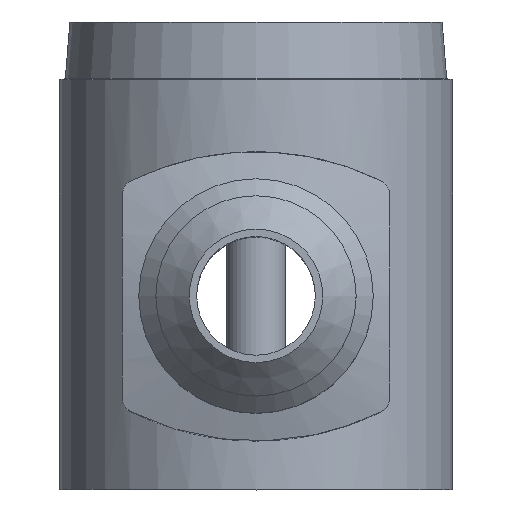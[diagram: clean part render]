
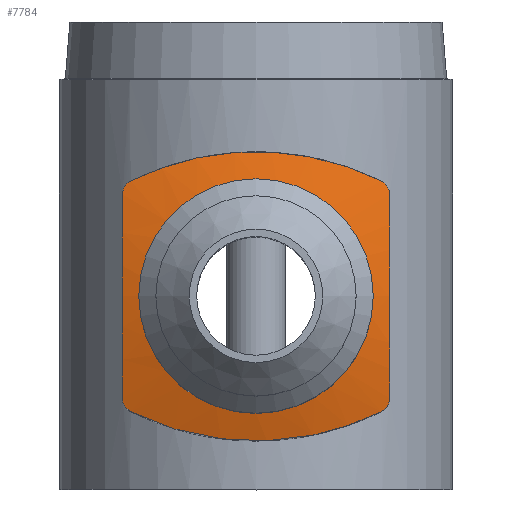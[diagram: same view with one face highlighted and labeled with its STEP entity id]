
A CAD part, top view. The second image highlights one B-rep face of the part: STEP entity #7784.
In plain terms, the highlighted conical face has half-angle 75 degrees and reference radius 7.9 mm.
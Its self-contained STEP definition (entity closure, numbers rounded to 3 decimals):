
#733=FACE_OUTER_BOUND('',#1183,.T.);
#1183=EDGE_LOOP('',(#6501,#6502,#6503,#6504,#6505,#6506,#6507,#6508,#6509,
#6510,#6511,#6512,#6513));
#1533=B_SPLINE_CURVE_WITH_KNOTS('',3,(#18842,#18843,#18844,#18845,#18846,
#18847,#18848,#18849),.UNSPECIFIED.,.F.,.F.,(4,2,2,4),(-0.519,
-0.491,-0.451,-0.412),.UNSPECIFIED.);
#1534=B_SPLINE_CURVE_WITH_KNOTS('',3,(#18851,#18852,#18853,#18854,#18855,
#18856,#18857,#18858,#18859,#18860,#18861,#18862,#18863,#18864),
 .UNSPECIFIED.,.F.,.F.,(4,2,2,2,2,2,4),(-3.719,-3.596,
-3.238,-2.88,-2.521,-2.161,
-2.04),.UNSPECIFIED.);
#1535=B_SPLINE_CURVE_WITH_KNOTS('',3,(#18866,#18867,#18868,#18869,#18870,
#18871,#18872,#18873),.UNSPECIFIED.,.F.,.F.,(4,2,2,4),(-0.489,
-0.451,-0.41,-0.382),.UNSPECIFIED.);
#1536=B_SPLINE_CURVE_WITH_KNOTS('',3,(#18888,#18889,#18890,#18891,#18892,
#18893,#18894,#18895),.UNSPECIFIED.,.F.,.F.,(4,2,2,4),(-0.519,
-0.491,-0.451,-0.412),.UNSPECIFIED.);
#1537=B_SPLINE_CURVE_WITH_KNOTS('',3,(#18897,#18898,#18899,#18900,#18901,
#18902,#18903,#18904,#18905,#18906,#18907,#18908,#18909,#18910),
 .UNSPECIFIED.,.F.,.F.,(4,2,2,2,2,2,4),(8.692,8.746,
9.134,9.522,9.91,10.298,10.352),
 .UNSPECIFIED.);
#1538=B_SPLINE_CURVE_WITH_KNOTS('',3,(#18911,#18912,#18913,#18914,#18915,
#18916,#18917,#18918),.UNSPECIFIED.,.F.,.F.,(4,2,2,4),(-0.489,
-0.451,-0.41,-0.382),.UNSPECIFIED.);
#1652=(
BOUNDED_CURVE()
B_SPLINE_CURVE(2,(#18838,#18839,#18840),.UNSPECIFIED.,.F.,.F.)
B_SPLINE_CURVE_WITH_KNOTS((3,3),(2.732,6.558),
 .UNSPECIFIED.)
CURVE()
GEOMETRIC_REPRESENTATION_ITEM()
RATIONAL_B_SPLINE_CURVE((2.718,3.421,2.718))
REPRESENTATION_ITEM('')
);
#1653=(
BOUNDED_CURVE()
B_SPLINE_CURVE(2,(#18875,#18876,#18877),.UNSPECIFIED.,.F.,.F.)
B_SPLINE_CURVE_WITH_KNOTS((3,3),(-6.558,-4.645),
 .UNSPECIFIED.)
CURVE()
GEOMETRIC_REPRESENTATION_ITEM()
RATIONAL_B_SPLINE_CURVE((2.718,3.069,3.069))
REPRESENTATION_ITEM('')
);
#1654=(
BOUNDED_CURVE()
B_SPLINE_CURVE(2,(#18884,#18885,#18886),.UNSPECIFIED.,.F.,.F.)
B_SPLINE_CURVE_WITH_KNOTS((3,3),(-4.645,-2.732),
 .UNSPECIFIED.)
CURVE()
GEOMETRIC_REPRESENTATION_ITEM()
RATIONAL_B_SPLINE_CURVE((3.069,3.069,2.718))
REPRESENTATION_ITEM('')
);
#2198=LINE('',#18879,#2872);
#2872=VECTOR('',#9261,7.9);
#3070=CIRCLE('',#8177,7.9);
#3071=CIRCLE('',#8178,7.9);
#3630=VERTEX_POINT('',#18836);
#3631=VERTEX_POINT('',#18837);
#3632=VERTEX_POINT('',#18841);
#3633=VERTEX_POINT('',#18850);
#3634=VERTEX_POINT('',#18865);
#3635=VERTEX_POINT('',#18874);
#3636=VERTEX_POINT('',#18878);
#3637=VERTEX_POINT('',#18880);
#3638=VERTEX_POINT('',#18883);
#3639=VERTEX_POINT('',#18887);
#3640=VERTEX_POINT('',#18896);
#4626=EDGE_CURVE('',#3630,#3631,#1652,.F.);
#4627=EDGE_CURVE('',#3631,#3632,#1533,.T.);
#4628=EDGE_CURVE('',#3632,#3633,#1534,.T.);
#4629=EDGE_CURVE('',#3633,#3634,#1535,.T.);
#4630=EDGE_CURVE('',#3634,#3635,#1653,.T.);
#4631=EDGE_CURVE('',#3635,#3636,#2198,.T.);
#4632=EDGE_CURVE('',#3636,#3637,#3070,.T.);
#4633=EDGE_CURVE('',#3637,#3636,#3071,.T.);
#4634=EDGE_CURVE('',#3635,#3638,#1654,.T.);
#4635=EDGE_CURVE('',#3638,#3639,#1536,.T.);
#4636=EDGE_CURVE('',#3639,#3640,#1537,.T.);
#4637=EDGE_CURVE('',#3640,#3630,#1538,.T.);
#6501=ORIENTED_EDGE('',*,*,#4626,.T.);
#6502=ORIENTED_EDGE('',*,*,#4627,.T.);
#6503=ORIENTED_EDGE('',*,*,#4628,.T.);
#6504=ORIENTED_EDGE('',*,*,#4629,.T.);
#6505=ORIENTED_EDGE('',*,*,#4630,.T.);
#6506=ORIENTED_EDGE('',*,*,#4631,.T.);
#6507=ORIENTED_EDGE('',*,*,#4632,.T.);
#6508=ORIENTED_EDGE('',*,*,#4633,.T.);
#6509=ORIENTED_EDGE('',*,*,#4631,.F.);
#6510=ORIENTED_EDGE('',*,*,#4634,.T.);
#6511=ORIENTED_EDGE('',*,*,#4635,.T.);
#6512=ORIENTED_EDGE('',*,*,#4636,.T.);
#6513=ORIENTED_EDGE('',*,*,#4637,.T.);
#7125=CONICAL_SURFACE('',#8176,7.9,1.309);
#7784=ADVANCED_FACE('',(#733),#7125,.T.);
#8176=AXIS2_PLACEMENT_3D('',#18835,#9259,#9260);
#8177=AXIS2_PLACEMENT_3D('',#18881,#9262,#9263);
#8178=AXIS2_PLACEMENT_3D('',#18882,#9264,#9265);
#9259=DIRECTION('center_axis',(0.,0.,-1.));
#9260=DIRECTION('ref_axis',(-1.,0.,0.));
#9261=DIRECTION('',(-0.966,0.,0.259));
#9262=DIRECTION('center_axis',(0.,0.,-1.));
#9263=DIRECTION('ref_axis',(-1.,0.,0.));
#9264=DIRECTION('center_axis',(0.,0.,-1.));
#9265=DIRECTION('ref_axis',(-1.,0.,0.));
#18835=CARTESIAN_POINT('Origin',(0.,0.,19.));
#18836=CARTESIAN_POINT('',(-9.,6.875,18.082));
#18837=CARTESIAN_POINT('',(-9.,-6.875,18.082));
#18838=CARTESIAN_POINT('Ctrl Pts',(-9.,-6.875,18.082));
#18839=CARTESIAN_POINT('Ctrl Pts',(-9.,0.,19.2));
#18840=CARTESIAN_POINT('Ctrl Pts',(-9.,6.875,18.082));
#18841=CARTESIAN_POINT('',(-8.444,-7.77,18.042));
#18842=CARTESIAN_POINT('Ctrl Pts',(-9.,-6.875,18.082));
#18843=CARTESIAN_POINT('Ctrl Pts',(-9.,-6.97,18.067));
#18844=CARTESIAN_POINT('Ctrl Pts',(-8.986,-7.068,
18.054));
#18845=CARTESIAN_POINT('Ctrl Pts',(-8.917,-7.297,
18.03));
#18846=CARTESIAN_POINT('Ctrl Pts',(-8.846,-7.424,
18.023));
#18847=CARTESIAN_POINT('Ctrl Pts',(-8.674,-7.624,
18.023));
#18848=CARTESIAN_POINT('Ctrl Pts',(-8.566,-7.71,
18.029));
#18849=CARTESIAN_POINT('Ctrl Pts',(-8.444,-7.77,
18.042));
#18850=CARTESIAN_POINT('',(8.444,-7.77,18.042));
#18851=CARTESIAN_POINT('Ctrl Pts',(-8.444,-7.77,
18.042));
#18852=CARTESIAN_POINT('Ctrl Pts',(-8.057,-7.962,
18.083));
#18853=CARTESIAN_POINT('Ctrl Pts',(-7.663,-8.141,
18.123));
#18854=CARTESIAN_POINT('Ctrl Pts',(-6.096,-8.79,
18.269));
#18855=CARTESIAN_POINT('Ctrl Pts',(-4.879,-9.155,
18.357));
#18856=CARTESIAN_POINT('Ctrl Pts',(-2.428,-9.636,18.475));
#18857=CARTESIAN_POINT('Ctrl Pts',(-1.194,-9.75,18.504));
#18858=CARTESIAN_POINT('Ctrl Pts',(1.198,-9.75,18.504));
#18859=CARTESIAN_POINT('Ctrl Pts',(2.435,-9.635,18.475));
#18860=CARTESIAN_POINT('Ctrl Pts',(4.893,-9.152,18.356));
#18861=CARTESIAN_POINT('Ctrl Pts',(6.114,-8.784,18.267));
#18862=CARTESIAN_POINT('Ctrl Pts',(7.677,-8.135,18.122));
#18863=CARTESIAN_POINT('Ctrl Pts',(8.064,-7.959,18.083));
#18864=CARTESIAN_POINT('Ctrl Pts',(8.444,-7.77,18.042));
#18865=CARTESIAN_POINT('',(9.,-6.875,18.082));
#18866=CARTESIAN_POINT('Ctrl Pts',(8.444,-7.77,18.042));
#18867=CARTESIAN_POINT('Ctrl Pts',(8.566,-7.71,18.029));
#18868=CARTESIAN_POINT('Ctrl Pts',(8.674,-7.624,18.023));
#18869=CARTESIAN_POINT('Ctrl Pts',(8.846,-7.424,18.023));
#18870=CARTESIAN_POINT('Ctrl Pts',(8.917,-7.297,18.03));
#18871=CARTESIAN_POINT('Ctrl Pts',(8.986,-7.068,18.054));
#18872=CARTESIAN_POINT('Ctrl Pts',(9.,-6.97,18.067));
#18873=CARTESIAN_POINT('Ctrl Pts',(9.,-6.875,18.082));
#18874=CARTESIAN_POINT('',(9.,0.,18.705));
#18875=CARTESIAN_POINT('Ctrl Pts',(9.,-6.875,18.082));
#18876=CARTESIAN_POINT('Ctrl Pts',(9.,-3.044,18.705));
#18877=CARTESIAN_POINT('Ctrl Pts',(9.,0.,18.705));
#18878=CARTESIAN_POINT('',(7.9,0.,19.));
#18879=CARTESIAN_POINT('',(7.9,0.,19.));
#18880=CARTESIAN_POINT('',(-7.9,0.,19.));
#18881=CARTESIAN_POINT('Origin',(0.,0.,19.));
#18882=CARTESIAN_POINT('Origin',(0.,0.,19.));
#18883=CARTESIAN_POINT('',(9.,6.875,18.082));
#18884=CARTESIAN_POINT('Ctrl Pts',(9.,0.,18.705));
#18885=CARTESIAN_POINT('Ctrl Pts',(9.,3.044,18.705));
#18886=CARTESIAN_POINT('Ctrl Pts',(9.,6.875,18.082));
#18887=CARTESIAN_POINT('',(8.444,7.77,18.042));
#18888=CARTESIAN_POINT('Ctrl Pts',(9.,6.875,18.082));
#18889=CARTESIAN_POINT('Ctrl Pts',(9.,6.97,18.067));
#18890=CARTESIAN_POINT('Ctrl Pts',(8.986,7.068,18.054));
#18891=CARTESIAN_POINT('Ctrl Pts',(8.917,7.297,18.03));
#18892=CARTESIAN_POINT('Ctrl Pts',(8.846,7.424,18.023));
#18893=CARTESIAN_POINT('Ctrl Pts',(8.674,7.624,18.023));
#18894=CARTESIAN_POINT('Ctrl Pts',(8.566,7.71,18.029));
#18895=CARTESIAN_POINT('Ctrl Pts',(8.444,7.77,18.042));
#18896=CARTESIAN_POINT('',(-8.444,7.77,18.042));
#18897=CARTESIAN_POINT('Ctrl Pts',(8.444,7.77,18.042));
#18898=CARTESIAN_POINT('Ctrl Pts',(8.281,7.852,18.06));
#18899=CARTESIAN_POINT('Ctrl Pts',(8.117,7.93,18.077));
#18900=CARTESIAN_POINT('Ctrl Pts',(6.783,8.545,18.212));
#18901=CARTESIAN_POINT('Ctrl Pts',(5.448,9.006,18.321));
#18902=CARTESIAN_POINT('Ctrl Pts',(2.703,9.609,18.468));
#18903=CARTESIAN_POINT('Ctrl Pts',(1.293,9.75,18.504));
#18904=CARTESIAN_POINT('Ctrl Pts',(-1.293,9.75,18.504));
#18905=CARTESIAN_POINT('Ctrl Pts',(-2.703,9.609,18.468));
#18906=CARTESIAN_POINT('Ctrl Pts',(-5.448,9.006,18.321));
#18907=CARTESIAN_POINT('Ctrl Pts',(-6.783,8.545,18.212));
#18908=CARTESIAN_POINT('Ctrl Pts',(-8.117,7.93,18.077));
#18909=CARTESIAN_POINT('Ctrl Pts',(-8.281,7.852,18.06));
#18910=CARTESIAN_POINT('Ctrl Pts',(-8.444,7.77,18.042));
#18911=CARTESIAN_POINT('Ctrl Pts',(-8.444,7.77,18.042));
#18912=CARTESIAN_POINT('Ctrl Pts',(-8.566,7.71,18.029));
#18913=CARTESIAN_POINT('Ctrl Pts',(-8.674,7.624,18.023));
#18914=CARTESIAN_POINT('Ctrl Pts',(-8.846,7.424,18.023));
#18915=CARTESIAN_POINT('Ctrl Pts',(-8.917,7.297,18.03));
#18916=CARTESIAN_POINT('Ctrl Pts',(-8.986,7.068,18.054));
#18917=CARTESIAN_POINT('Ctrl Pts',(-9.,6.97,18.067));
#18918=CARTESIAN_POINT('Ctrl Pts',(-9.,6.875,18.082));
